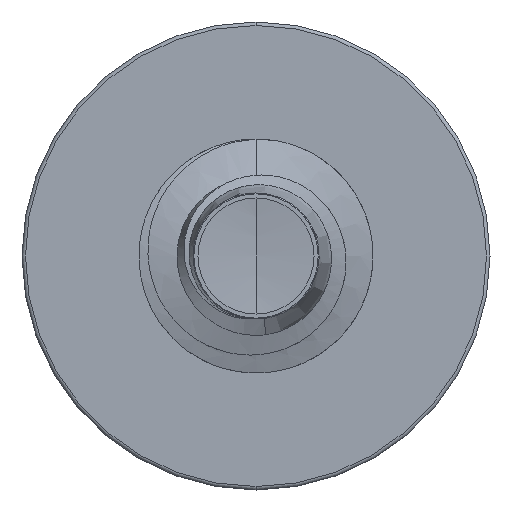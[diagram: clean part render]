
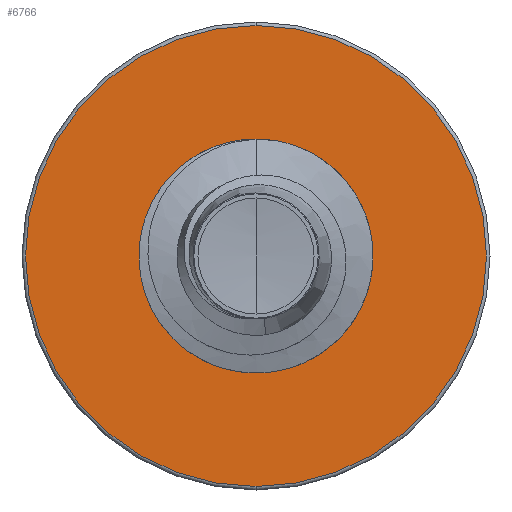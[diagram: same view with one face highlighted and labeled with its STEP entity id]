
A CAD part, front view. The second image highlights one B-rep face of the part: STEP entity #6766.
In plain terms, the highlighted planar face has unit normal (0, -1, 0).
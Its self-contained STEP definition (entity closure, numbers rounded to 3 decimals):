
#208 = EDGE_CURVE ( 'NONE', #10104, #3595, #11243, .T. ) ;
#619 = CIRCLE ( 'NONE', #6263, 2.415 ) ;
#1300 = CARTESIAN_POINT ( 'NONE',  ( 0., 6., 4.925 ) ) ;
#1335 = VERTEX_POINT ( 'NONE', #6871 ) ;
#1914 = DIRECTION ( 'NONE',  ( 0., 0., 1. ) ) ;
#1935 = DIRECTION ( 'NONE',  ( 0., 1., 0. ) ) ;
#1958 = CARTESIAN_POINT ( 'NONE',  ( 0., 6., 0. ) ) ;
#2418 = FACE_OUTER_BOUND ( 'NONE', #9302, .T. ) ;
#2467 = VERTEX_POINT ( 'NONE', #5078 ) ;
#2627 = EDGE_CURVE ( 'NONE', #2467, #1335, #6760, .T. ) ;
#2657 = EDGE_CURVE ( 'NONE', #3595, #10104, #9240, .T. ) ;
#3559 = CARTESIAN_POINT ( 'NONE',  ( 0., 6., -4.925 ) ) ;
#3595 = VERTEX_POINT ( 'NONE', #3559 ) ;
#4018 = ORIENTED_EDGE ( 'NONE', *, *, #2627, .T. ) ;
#4125 = DIRECTION ( 'NONE',  ( 0., 0., 1. ) ) ;
#4139 = DIRECTION ( 'NONE',  ( 0., 1., 0. ) ) ;
#4156 = CARTESIAN_POINT ( 'NONE',  ( 0., 6., 0. ) ) ;
#4266 = DIRECTION ( 'NONE',  ( 0., 0., 1. ) ) ;
#4291 = DIRECTION ( 'NONE',  ( 0., 1., 0. ) ) ;
#4298 = CARTESIAN_POINT ( 'NONE',  ( 0., 6., 0. ) ) ;
#4317 = AXIS2_PLACEMENT_3D ( 'NONE', #4298, #4291, #4266 ) ;
#5078 = CARTESIAN_POINT ( 'NONE',  ( 0., 6., 2.415 ) ) ;
#5626 = DIRECTION ( 'NONE',  ( 0., 0., 1. ) ) ;
#5629 = DIRECTION ( 'NONE',  ( 0., 1., 0. ) ) ;
#5721 = CARTESIAN_POINT ( 'NONE',  ( 0., 6., 0. ) ) ;
#6086 = DIRECTION ( 'NONE',  ( 0., 0., 1. ) ) ;
#6092 = DIRECTION ( 'NONE',  ( 0., 1., 0. ) ) ;
#6149 = EDGE_CURVE ( 'NONE', #1335, #2467, #619, .T. ) ;
#6168 = CARTESIAN_POINT ( 'NONE',  ( 0., 6., -2.415 ) ) ;
#6263 = AXIS2_PLACEMENT_3D ( 'NONE', #5721, #5629, #5626 ) ;
#6575 = PLANE ( 'NONE',  #11268 ) ;
#6760 = CIRCLE ( 'NONE', #4317, 2.415 ) ;
#6766 = ADVANCED_FACE ( 'NONE', ( #2418, #10905 ), #6575, .F. ) ;
#6871 = CARTESIAN_POINT ( 'NONE',  ( 0., 6., -2.415 ) ) ;
#7054 = AXIS2_PLACEMENT_3D ( 'NONE', #4156, #4139, #4125 ) ;
#9240 = CIRCLE ( 'NONE', #7054, 4.925 ) ;
#9302 = EDGE_LOOP ( 'NONE', ( #11405, #12517 ) ) ;
#10093 = ORIENTED_EDGE ( 'NONE', *, *, #6149, .T. ) ;
#10104 = VERTEX_POINT ( 'NONE', #1300 ) ;
#10905 = FACE_BOUND ( 'NONE', #12061, .T. ) ;
#11243 = CIRCLE ( 'NONE', #12360, 4.925 ) ;
#11268 = AXIS2_PLACEMENT_3D ( 'NONE', #6168, #6092, #6086 ) ;
#11405 = ORIENTED_EDGE ( 'NONE', *, *, #208, .F. ) ;
#12061 = EDGE_LOOP ( 'NONE', ( #4018, #10093 ) ) ;
#12360 = AXIS2_PLACEMENT_3D ( 'NONE', #1958, #1935, #1914 ) ;
#12517 = ORIENTED_EDGE ( 'NONE', *, *, #2657, .F. ) ;
